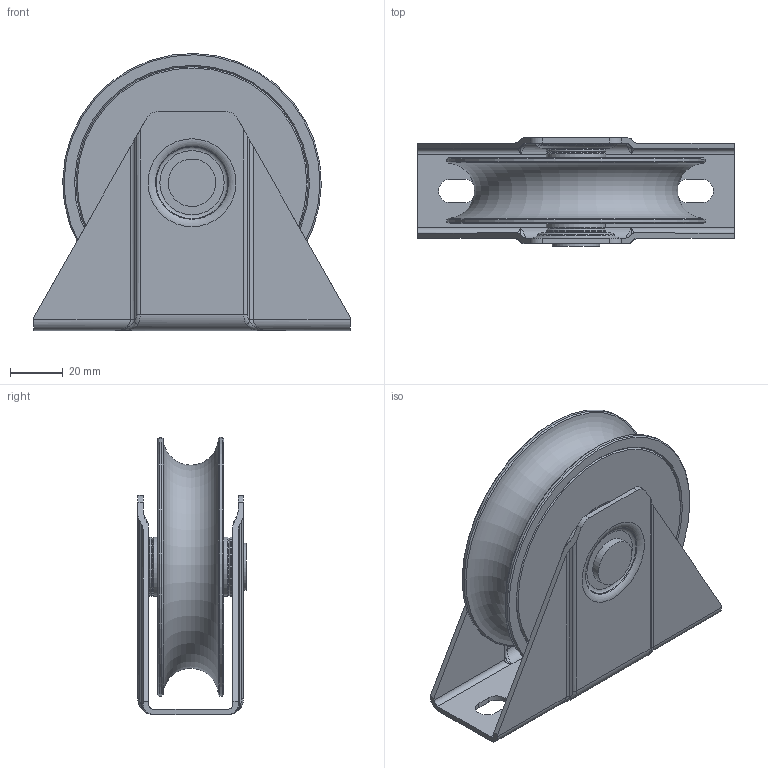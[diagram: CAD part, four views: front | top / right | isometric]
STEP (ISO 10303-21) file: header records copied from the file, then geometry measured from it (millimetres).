
FILE_DESCRIPTION(/* description */ (''),/* implementation_level */ '2;1');
FILE_NAME(/* name */ '21100R21.stp',/* time_stamp */ '2019-08-08T16:17:29+02:00',/* author */ ('DOMINIQUE'),/* organization */ (''),/* preprocessor_version */ 'ST-DEVELOPER v17.2',/* originating_system */ 'Autodesk Inventor 2019',/* authorisation */ '');
FILE_SCHEMA (('AUTOMOTIVE_DESIGN { 1 0 10303 214 3 1 1 }'));
Length unit declared in the file: millimetre
Products named in the file (1): 21100R21
Bounding box: 120 x 41 x 104.99 mm (x, y, z)
Volume: 153473 mm3; surface area: 75328.7 mm2
Topology: 8 solids, 8 shells, 263 faces, 684 edges, 444 vertices
Faces by surface type: plane 95, cylinder 61, bspline 55, torus 26, cone 22, sphere 4
Full cylindrical faces by diameter (mm): 10.5 x1, 13.9 x1, 14 x2, 14.5 x2, 17 x3, 18 x1, 22.5 x4, 26 x2, 38 x2, 41 x1, 47 x2, 47.4 x1, 52 x1, 98 x2
Entity records: 9312 total; most frequent: CARTESIAN_POINT 2565, ORIENTED_EDGE 1350, DIRECTION 1298, EDGE_CURVE 675, AXIS2_PLACEMENT_3D 500, VERTEX_POINT 460, EDGE_LOOP 315, LINE 298
